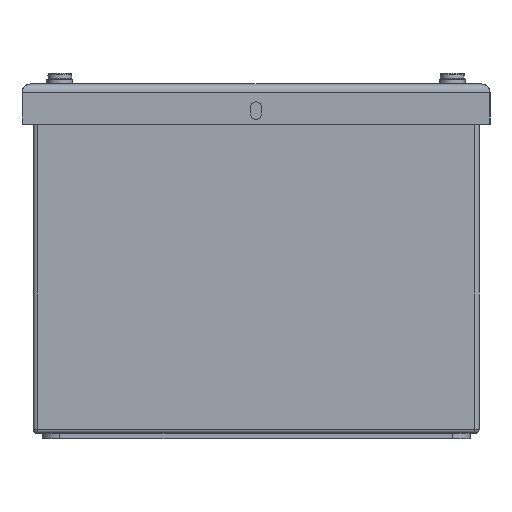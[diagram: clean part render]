
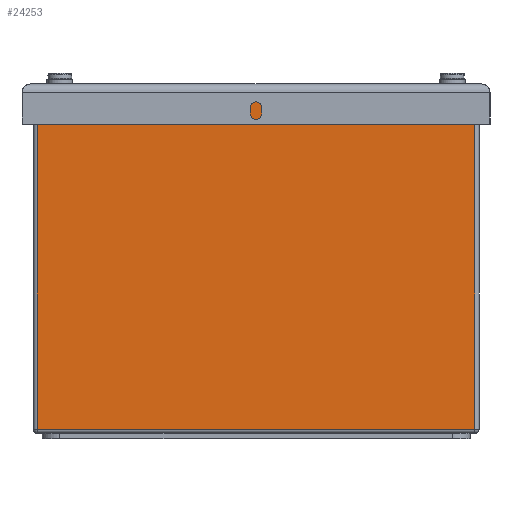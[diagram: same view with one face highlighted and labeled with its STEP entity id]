
A CAD part, left-side view. The second image highlights one B-rep face of the part: STEP entity #24253.
In plain terms, the highlighted planar face has unit normal (-1, 0, 0).
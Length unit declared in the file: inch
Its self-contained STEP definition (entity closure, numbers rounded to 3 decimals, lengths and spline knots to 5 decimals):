
#10 = VERTEX_POINT ( 'NONE', #29881 ) ;
#339 = DIRECTION ( 'NONE',  ( 0., 0., -1. ) ) ;
#1938 = FACE_OUTER_BOUND ( 'NONE', #8388, .T. ) ;
#2742 = CARTESIAN_POINT ( 'NONE',  ( 0., 6.19, 4.75 ) ) ;
#2756 = LINE ( 'NONE', #22404, #9695 ) ;
#3012 = EDGE_CURVE ( 'NONE', #24247, #10, #18508, .T. ) ;
#3042 = ORIENTED_EDGE ( 'NONE', *, *, #20883, .T. ) ;
#4497 = PLANE ( 'NONE',  #11995 ) ;
#4779 = LINE ( 'NONE', #14630, #17861 ) ;
#6333 = ORIENTED_EDGE ( 'NONE', *, *, #18609, .T. ) ;
#7598 = DIRECTION ( 'NONE',  ( 0., 0., -1. ) ) ;
#8388 = EDGE_LOOP ( 'NONE', ( #20324, #30661, #3042, #6333 ) ) ;
#9228 = DIRECTION ( 'NONE',  ( 1., 0., 0. ) ) ;
#9695 = VECTOR ( 'NONE', #339, 39.37008 ) ;
#10607 = VERTEX_POINT ( 'NONE', #12989 ) ;
#11460 = DIRECTION ( 'NONE',  ( 0., 0., 1. ) ) ;
#11995 = AXIS2_PLACEMENT_3D ( 'NONE', #30895, #9228, #11460 ) ;
#12989 = CARTESIAN_POINT ( 'NONE',  ( 0., 0.06, 0.06 ) ) ;
#13005 = CARTESIAN_POINT ( 'NONE',  ( 0., 6.19, 4.69 ) ) ;
#13701 = CARTESIAN_POINT ( 'NONE',  ( 0., 0.06, 4.69 ) ) ;
#14630 = CARTESIAN_POINT ( 'NONE',  ( 0., 6.19, 0.06 ) ) ;
#17861 = VECTOR ( 'NONE', #19645, 39.37008 ) ;
#18480 = VECTOR ( 'NONE', #7598, 39.37008 ) ;
#18508 = LINE ( 'NONE', #13005, #23641 ) ;
#18609 = EDGE_CURVE ( 'NONE', #31618, #10607, #4779, .T. ) ;
#19645 = DIRECTION ( 'NONE',  ( 0., -1., 0. ) ) ;
#20324 = ORIENTED_EDGE ( 'NONE', *, *, #29715, .F. ) ;
#20332 = CARTESIAN_POINT ( 'NONE',  ( 0., 6.19, 0.06 ) ) ;
#20883 = EDGE_CURVE ( 'NONE', #10, #31618, #29587, .T. ) ;
#22404 = CARTESIAN_POINT ( 'NONE',  ( 0., 0.06, 4.75 ) ) ;
#23641 = VECTOR ( 'NONE', #25213, 39.37008 ) ;
#24247 = VERTEX_POINT ( 'NONE', #13701 ) ;
#24253 = ADVANCED_FACE ( 'NONE', ( #1938 ), #4497, .F. ) ;
#25213 = DIRECTION ( 'NONE',  ( 0., 1., 0. ) ) ;
#29587 = LINE ( 'NONE', #2742, #18480 ) ;
#29715 = EDGE_CURVE ( 'NONE', #24247, #10607, #2756, .T. ) ;
#29881 = CARTESIAN_POINT ( 'NONE',  ( 0., 6.19, 4.69 ) ) ;
#30661 = ORIENTED_EDGE ( 'NONE', *, *, #3012, .T. ) ;
#30895 = CARTESIAN_POINT ( 'NONE',  ( 0., 6.19, 4.75 ) ) ;
#31618 = VERTEX_POINT ( 'NONE', #20332 ) ;
